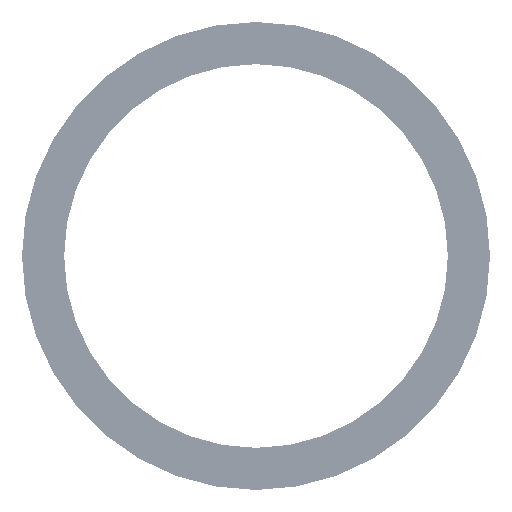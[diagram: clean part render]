
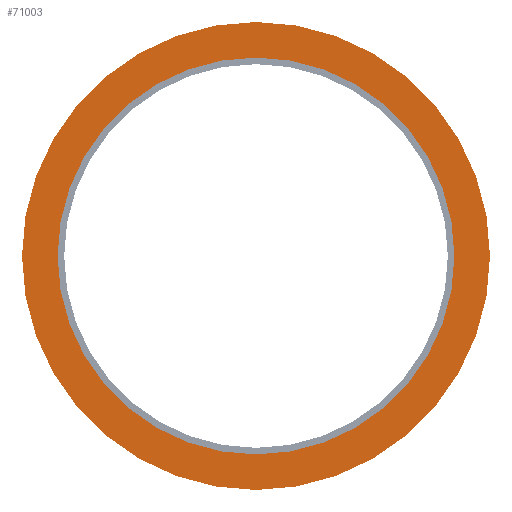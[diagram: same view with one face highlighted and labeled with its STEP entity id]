
A CAD part, left-side view. The second image highlights one B-rep face of the part: STEP entity #71003.
In plain terms, the highlighted planar face has unit normal (-1, 0, 0).
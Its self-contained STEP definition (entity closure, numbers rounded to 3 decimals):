
#3128 = DIRECTION ( 'NONE',  ( 0., 0., 1. ) ) ;
#5385 = FACE_OUTER_BOUND ( 'NONE', #152711, .T. ) ;
#10701 = CARTESIAN_POINT ( 'NONE',  ( 1., 0., 0. ) ) ;
#11813 = ORIENTED_EDGE ( 'NONE', *, *, #50702, .F. ) ;
#12774 = DIRECTION ( 'NONE',  ( 1., 0., 0. ) ) ;
#13268 = CARTESIAN_POINT ( 'NONE',  ( 1., 0., 0. ) ) ;
#17832 = CIRCLE ( 'NONE', #30695, 21.2 ) ;
#23038 = DIRECTION ( 'NONE',  ( 0., 0., 1. ) ) ;
#23292 = DIRECTION ( 'NONE',  ( 1., 0., 0. ) ) ;
#25591 = DIRECTION ( 'NONE',  ( 0., 0., 1. ) ) ;
#29902 = CIRCLE ( 'NONE', #133311, 25. ) ;
#30695 = AXIS2_PLACEMENT_3D ( 'NONE', #149821, #76742, #3128 ) ;
#33755 = CIRCLE ( 'NONE', #150210, 25. ) ;
#35123 = PLANE ( 'NONE',  #79255 ) ;
#37714 = VERTEX_POINT ( 'NONE', #63449 ) ;
#38115 = FACE_BOUND ( 'NONE', #114512, .T. ) ;
#50702 = EDGE_CURVE ( 'NONE', #70667, #65351, #125036, .T. ) ;
#55379 = AXIS2_PLACEMENT_3D ( 'NONE', #13268, #99084, #25591 ) ;
#63449 = CARTESIAN_POINT ( 'NONE',  ( 1., 0., 25. ) ) ;
#65351 = VERTEX_POINT ( 'NONE', #104964 ) ;
#66600 = ORIENTED_EDGE ( 'NONE', *, *, #80850, .F. ) ;
#70667 = VERTEX_POINT ( 'NONE', #112350 ) ;
#71003 = ADVANCED_FACE ( 'NONE', ( #5385, #38115 ), #35123, .F. ) ;
#76742 = DIRECTION ( 'NONE',  ( -1., 0., 0. ) ) ;
#79255 = AXIS2_PLACEMENT_3D ( 'NONE', #96767, #23292, #109051 ) ;
#80850 = EDGE_CURVE ( 'NONE', #65351, #70667, #17832, .T. ) ;
#86307 = CARTESIAN_POINT ( 'NONE',  ( 1., 0., 0. ) ) ;
#87344 = EDGE_CURVE ( 'NONE', #115171, #37714, #33755, .T. ) ;
#96500 = DIRECTION ( 'NONE',  ( 1., 0., 0. ) ) ;
#96767 = CARTESIAN_POINT ( 'NONE',  ( 1., 21.2, 0. ) ) ;
#98606 = DIRECTION ( 'NONE',  ( 0., 0., 1. ) ) ;
#99084 = DIRECTION ( 'NONE',  ( -1., 0., 0. ) ) ;
#104964 = CARTESIAN_POINT ( 'NONE',  ( 1., 0., -21.2 ) ) ;
#109051 = DIRECTION ( 'NONE',  ( 0., 0., -1. ) ) ;
#112350 = CARTESIAN_POINT ( 'NONE',  ( 1., 0., 21.2 ) ) ;
#114512 = EDGE_LOOP ( 'NONE', ( #11813, #66600 ) ) ;
#115171 = VERTEX_POINT ( 'NONE', #124419 ) ;
#121347 = ORIENTED_EDGE ( 'NONE', *, *, #149341, .F. ) ;
#124419 = CARTESIAN_POINT ( 'NONE',  ( 1., 0., -25. ) ) ;
#125036 = CIRCLE ( 'NONE', #55379, 21.2 ) ;
#133311 = AXIS2_PLACEMENT_3D ( 'NONE', #10701, #96500, #23038 ) ;
#149341 = EDGE_CURVE ( 'NONE', #37714, #115171, #29902, .T. ) ;
#149821 = CARTESIAN_POINT ( 'NONE',  ( 1., 0., 0. ) ) ;
#150210 = AXIS2_PLACEMENT_3D ( 'NONE', #86307, #12774, #98606 ) ;
#152650 = ORIENTED_EDGE ( 'NONE', *, *, #87344, .F. ) ;
#152711 = EDGE_LOOP ( 'NONE', ( #121347, #152650 ) ) ;
